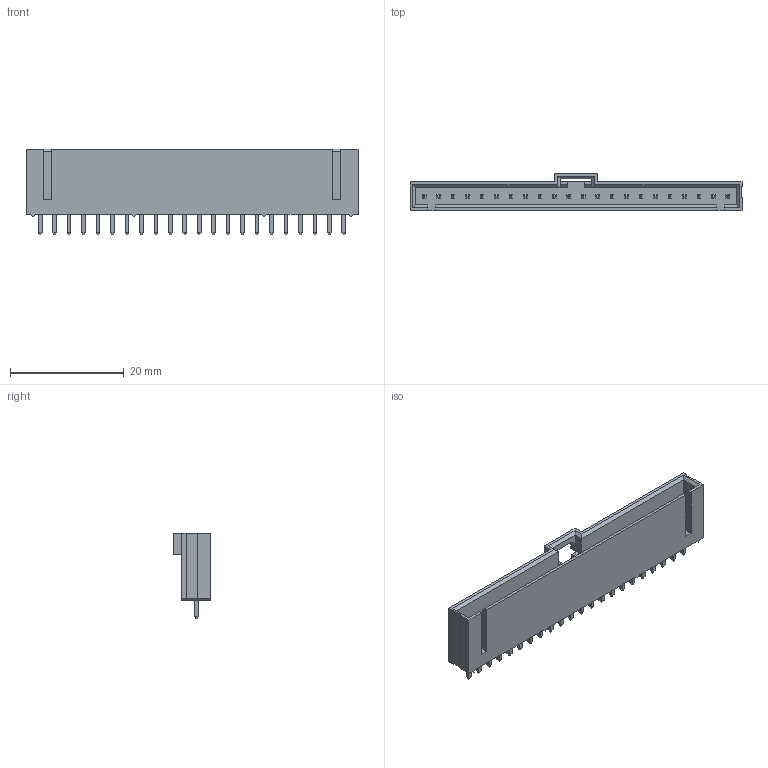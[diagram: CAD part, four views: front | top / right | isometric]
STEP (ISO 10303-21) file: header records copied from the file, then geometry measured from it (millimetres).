
FILE_DESCRIPTION((''),'2;1');
FILE_NAME('1719710022','2019-01-10T',('gga'),(''),'PRO/ENGINEER BY PARAMETRIC TECHNOLOGY CORPORATION, 2016010','PRO/ENGINEER BY PARAMETRIC TECHNOLOGY CORPORATION, 2016010','');
FILE_SCHEMA(('CONFIG_CONTROL_DESIGN'));
Length unit declared in the file: millimetre
Products named in the file (1): 1719710022
Bounding box: 58.34 x 6.6 x 15.11 mm (x, y, z)
Volume: 1900.9 mm3; surface area: 3602.5 mm2
Topology: 1 solids, 1 shells, 470 faces, 1134 edges, 710 vertices
Faces by surface type: plane 468, cylinder 2
Entity records: 13195 total; most frequent: CARTESIAN_POINT 2269, ORIENTED_EDGE 2178, DIRECTION 2124, EDGE_CURVE 1089, VECTOR 1086, LINE 1086, VERTEX_POINT 664, AXIS2_PLACEMENT_3D 519
